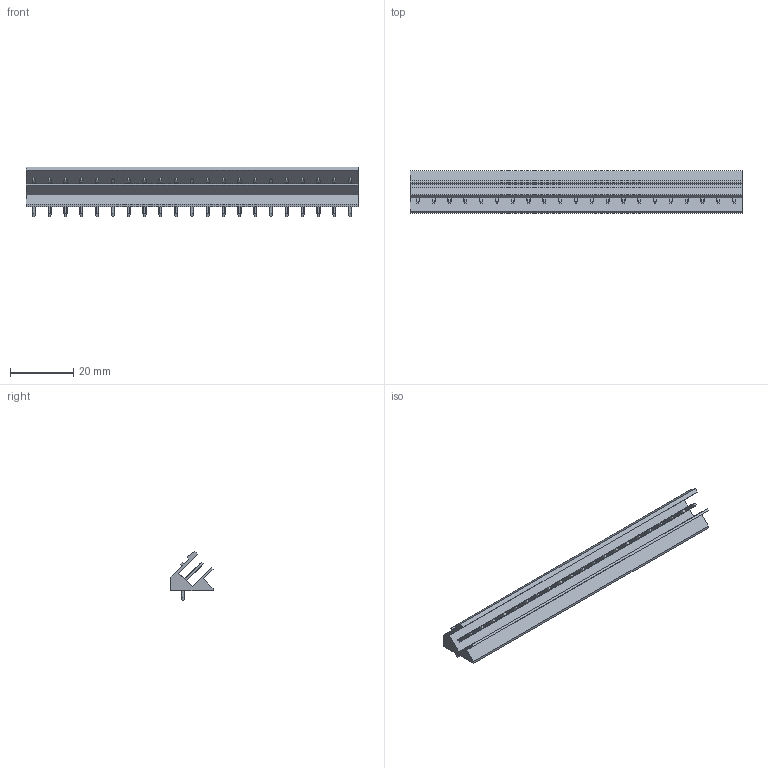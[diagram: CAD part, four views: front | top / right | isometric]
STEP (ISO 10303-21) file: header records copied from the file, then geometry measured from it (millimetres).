
FILE_DESCRIPTION(('CATIA V5 STEP Exchange','CAx-IF Rec.Pracs.--- Model Styling and Organization---1.2---2011-12-15'),'2;1');
FILE_NAME ('D1453863_0_1630440000_1630440000.stp','2018-10-13T03:47:23+00:00',('none'),('Weidmueller'),'CATIA Version 5-6 Release 2014','CATIA V5 STEP AP214','none');
FILE_SCHEMA(('AUTOMOTIVE_DESIGN { 1 0 10303 214 1 1 1 1 }'));
Length unit declared in the file: millimetre
Products named in the file (1): 1630440000
Bounding box: 105 x 13.3 x 15.63 mm (x, y, z)
Volume: 6263.8 mm3; surface area: 8323.1 mm2
Topology: 22 solids, 22 shells, 820 faces, 2160 edges, 1384 vertices
Faces by surface type: plane 482, cylinder 338
Entity records: 29781 total; most frequent: CARTESIAN_POINT 11432, ORIENTED_EDGE 4320, DIRECTION 2704, EDGE_CURVE 2154, VECTOR 1482, LINE 1482, VERTEX_POINT 1376, EDGE_LOOP 862
